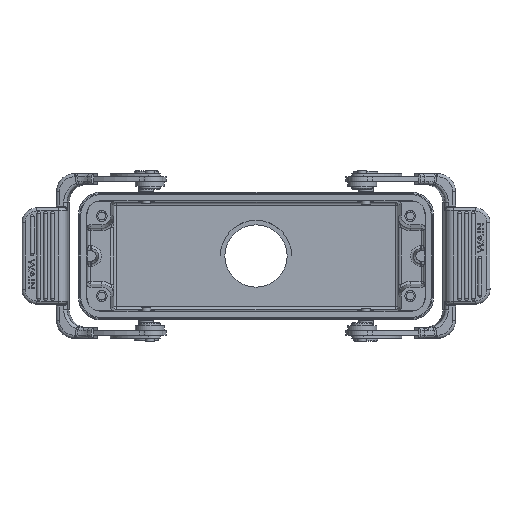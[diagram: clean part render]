
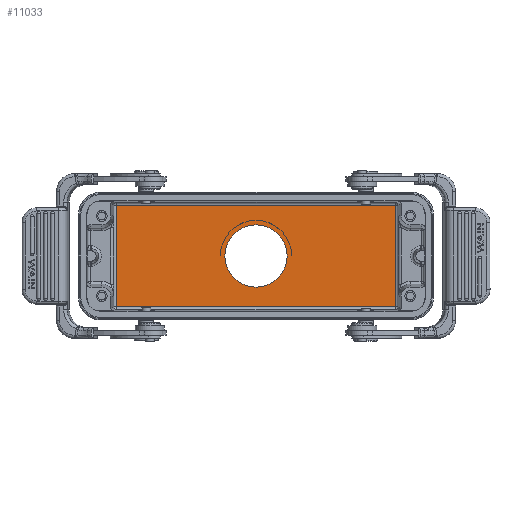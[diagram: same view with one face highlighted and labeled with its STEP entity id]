
A CAD part, front view. The second image highlights one B-rep face of the part: STEP entity #11033.
In plain terms, the highlighted planar face has unit normal (0, -1, 0).
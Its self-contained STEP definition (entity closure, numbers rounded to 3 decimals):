
#11033=ADVANCED_FACE('',(#12353,#12354,#12355),#11825,.F.);
#11825=PLANE('',#34390);
#12353=FACE_BOUND('',#14045,.T.);
#12354=FACE_BOUND('',#14046,.T.);
#12355=FACE_BOUND('',#14047,.T.);
#14045=EDGE_LOOP('',(#25301,#25302));
#14046=EDGE_LOOP('',(#25303));
#14047=EDGE_LOOP('',(#25304,#25305,#25306,#25307));
#15414=LINE('',#48607,#17602);
#15416=LINE('',#48617,#17604);
#15418=LINE('',#48625,#17606);
#16196=LINE('',#54040,#18408);
#17602=VECTOR('',#38392,1.);
#17604=VECTOR('',#38404,1.);
#17606=VECTOR('',#38414,1.);
#18408=VECTOR('',#41042,1.);
#25301=ORIENTED_EDGE('',*,*,#27977,.F.);
#25302=ORIENTED_EDGE('',*,*,#27980,.F.);
#25303=ORIENTED_EDGE('',*,*,#31261,.F.);
#25304=ORIENTED_EDGE('',*,*,#29902,.T.);
#25305=ORIENTED_EDGE('',*,*,#29898,.T.);
#25306=ORIENTED_EDGE('',*,*,#29893,.T.);
#25307=ORIENTED_EDGE('',*,*,#31260,.T.);
#25616=VERTEX_POINT('',#41589);
#25617=VERTEX_POINT('',#41591);
#26960=VERTEX_POINT('',#48608);
#26961=VERTEX_POINT('',#48609);
#26963=VERTEX_POINT('',#48618);
#26965=VERTEX_POINT('',#48626);
#27768=VERTEX_POINT('',#54043);
#27977=EDGE_CURVE('',#25616,#25617,#31343,.T.);
#27980=EDGE_CURVE('',#25617,#25616,#31344,.T.);
#29893=EDGE_CURVE('',#26960,#26961,#15414,.T.);
#29898=EDGE_CURVE('',#26963,#26960,#15416,.T.);
#29902=EDGE_CURVE('',#26965,#26963,#15418,.T.);
#31260=EDGE_CURVE('',#26961,#26965,#16196,.T.);
#31261=EDGE_CURVE('',#27768,#27768,#32161,.T.);
#31343=CIRCLE('',#32265,12.);
#31344=CIRCLE('',#32267,12.);
#32161=CIRCLE('',#34389,10.5);
#32265=AXIS2_PLACEMENT_3D('',#41590,#34763,#34764);
#32267=AXIS2_PLACEMENT_3D('',#41602,#34767,#34768);
#34389=AXIS2_PLACEMENT_3D('',#54042,#41045,#41046);
#34390=AXIS2_PLACEMENT_3D('',#54044,#41047,#41048);
#34763=DIRECTION('',(0.,1.,0.));
#34764=DIRECTION('',(-1.,0.,0.004));
#34767=DIRECTION('',(0.,-1.,0.));
#34768=DIRECTION('',(1.,0.,-0.001));
#38392=DIRECTION('',(-1.,0.,0.));
#38404=DIRECTION('',(0.,0.,1.));
#38414=DIRECTION('',(1.,0.,0.));
#41042=DIRECTION('',(0.,0.,-1.));
#41045=DIRECTION('',(0.,-1.,0.));
#41046=DIRECTION('',(-1.,0.,0.));
#41047=DIRECTION('',(0.,1.,0.));
#41048=DIRECTION('',(1.,0.,0.));
#41589=CARTESIAN_POINT('',(-12.,52.,0.037));
#41590=CARTESIAN_POINT('',(0.,52.,0.));
#41591=CARTESIAN_POINT('',(12.,52.,0.034));
#41602=CARTESIAN_POINT('',(0.,52.,0.049));
#48607=CARTESIAN_POINT('',(47.,52.,17.135));
#48608=CARTESIAN_POINT('',(47.,52.,17.135));
#48609=CARTESIAN_POINT('',(-47.,52.,17.135));
#48617=CARTESIAN_POINT('',(47.,52.,-17.135));
#48618=CARTESIAN_POINT('',(47.,52.,-17.135));
#48625=CARTESIAN_POINT('',(-47.,52.,-17.135));
#48626=CARTESIAN_POINT('',(-47.,52.,-17.135));
#54040=CARTESIAN_POINT('',(-47.,52.,17.135));
#54042=CARTESIAN_POINT('',(0.,52.,0.));
#54043=CARTESIAN_POINT('',(-10.5,52.,0.));
#54044=CARTESIAN_POINT('',(57.,52.,-18.5));
